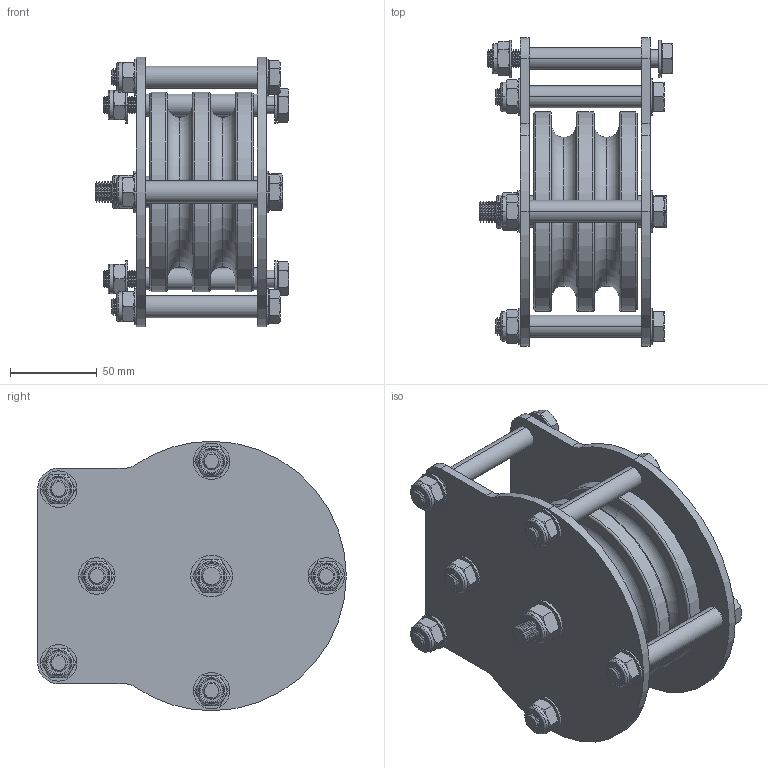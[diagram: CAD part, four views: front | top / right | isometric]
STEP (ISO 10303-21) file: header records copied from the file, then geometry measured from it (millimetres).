
FILE_DESCRIPTION (( 'STEP AP203' ), '1' );
FILE_NAME ('T42932.STEP', '2018-07-26T13:37:20', ( '' ), ( '' ), 'SwSTEP 2.0', 'SolidWorks 2016', '' );
FILE_SCHEMA (( 'CONFIG_CONTROL_DESIGN' ));
Length unit declared in the file: millimetre
Products named in the file (19): S2610-2; TH802; T42932; PULLEY_LABEL; TH766; S2610-5; S2610-1; B Washer_Bright washer BS 4320 - M12 (Form B); S2610-4; SW3dPS-nyloc nut, st stl a2 iso_M10 NYLOC; Hex Bolt_ISO 4016 - M10 x 90 x 26-WS; SW3dPS-nyloc nut, st stl a2 iso_M12 NYLOC; TH775; B Washer_Bright washer BS 4320 - M10 (Form B); S2610; Hex Bolt_ISO 4016 - M10 x 100 x 26-WS; S2610-3; Hex Bolt_ISO 4016 - M12 x 100 x 30-WS; S1930
Assembly tree (55 placements, depth 3):
  T42932
    TH775
    S2610  x2
      S2610-1
      S2610-2
      S2610-3
      S2610-4
      S2610-5
    S1930  x2
    TH766  x2
    TH802  x6
    B Washer_Bright washer BS 4320 - M10 (Form B)  x12
    SW3dPS-nyloc nut, st stl a2 iso_M10 NYLOC  x6
    Hex Bolt_ISO 4016 - M10 x 100 x 26-WS  x2
    Hex Bolt_ISO 4016 - M10 x 90 x 26-WS  x4
    B Washer_Bright washer BS 4320 - M12 (Form B)  x2
    SW3dPS-nyloc nut, st stl a2 iso_M12 NYLOC
    Hex Bolt_ISO 4016 - M12 x 100 x 30-WS
    PULLEY_LABEL
Bounding box: 111.5 x 177.5 x 155 mm (x, y, z)
Volume: 802555.9 mm3; surface area: 253195.3 mm2
Topology: 66 solids, 66 shells, 2782 faces, 7102 edges, 4554 vertices
Faces by surface type: plane 1173, cone 664, cylinder 534, bspline 287, torus 88, sphere 36
Entity records: 72865 total; most frequent: CARTESIAN_POINT 24885, ORIENTED_EDGE 9776, DIRECTION 8488, EDGE_CURVE 4888, LINE 3258, VECTOR 3258, VERTEX_POINT 3180, AXIS2_PLACEMENT_3D 2615
